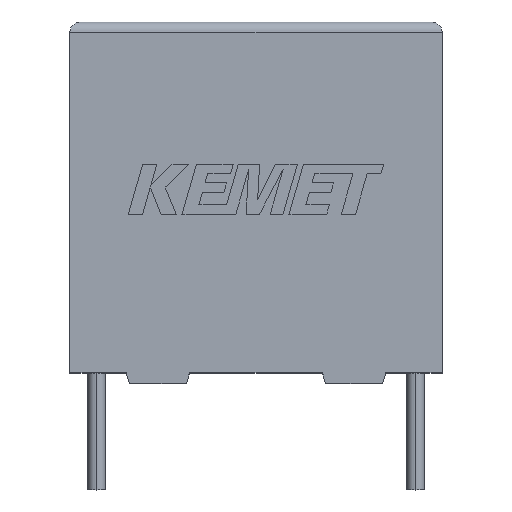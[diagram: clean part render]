
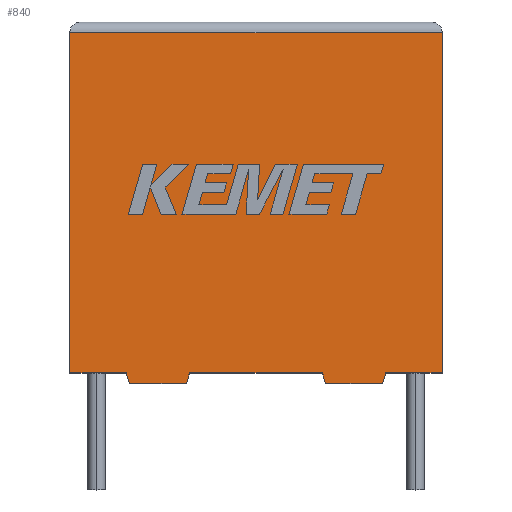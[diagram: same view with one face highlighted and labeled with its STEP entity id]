
A CAD part, top view. The second image highlights one B-rep face of the part: STEP entity #840.
In plain terms, the highlighted planar face has unit normal (0, 0, 1).
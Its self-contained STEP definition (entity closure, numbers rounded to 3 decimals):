
#48 = VECTOR ( 'NONE', #2998, 1000. ) ;
#79 = LINE ( 'NONE', #3094, #290 ) ;
#80 = VERTEX_POINT ( 'NONE', #2318 ) ;
#85 = CARTESIAN_POINT ( 'NONE',  ( 12.023, -0.5, 9. ) ) ;
#136 = CARTESIAN_POINT ( 'NONE',  ( 2.65, 0., 9. ) ) ;
#148 = EDGE_CURVE ( 'NONE', #762, #2554, #1438, .T. ) ;
#258 = ORIENTED_EDGE ( 'NONE', *, *, #1510, .T. ) ;
#261 = DIRECTION ( 'NONE',  ( 0., -1., 0. ) ) ;
#290 = VECTOR ( 'NONE', #3042, 1000. ) ;
#324 = CARTESIAN_POINT ( 'NONE',  ( 11.873, 0., 9. ) ) ;
#363 = EDGE_CURVE ( 'NONE', #2247, #2066, #507, .T. ) ;
#446 = VECTOR ( 'NONE', #1446, 1000. ) ;
#491 = LINE ( 'NONE', #512, #659 ) ;
#503 = LINE ( 'NONE', #85, #2599 ) ;
#507 = LINE ( 'NONE', #1983, #48 ) ;
#512 = CARTESIAN_POINT ( 'NONE',  ( 14.85, 0., 9. ) ) ;
#539 = CARTESIAN_POINT ( 'NONE',  ( 0., 0., 9. ) ) ;
#555 = VECTOR ( 'NONE', #1832, 1000. ) ;
#654 = CARTESIAN_POINT ( 'NONE',  ( 0., 0., 9. ) ) ;
#659 = VECTOR ( 'NONE', #1532, 1000. ) ;
#670 = VECTOR ( 'NONE', #2126, 1000. ) ;
#684 = EDGE_LOOP ( 'NONE', ( #1489, #2404, #2990, #1739, #2994, #800, #258, #2127, #1265, #2944, #1519, #1034 ) ) ;
#697 = EDGE_CURVE ( 'NONE', #2324, #3133, #1594, .T. ) ;
#725 = CARTESIAN_POINT ( 'NONE',  ( 2.8, -0.5, 9. ) ) ;
#762 = VERTEX_POINT ( 'NONE', #2866 ) ;
#767 = CARTESIAN_POINT ( 'NONE',  ( 14.7, -0.5, 9. ) ) ;
#800 = ORIENTED_EDGE ( 'NONE', *, *, #1543, .T. ) ;
#804 = CARTESIAN_POINT ( 'NONE',  ( 5.478, -0.5, 9. ) ) ;
#811 = VECTOR ( 'NONE', #1915, 1000. ) ;
#815 = CARTESIAN_POINT ( 'NONE',  ( 0., 16., 9. ) ) ;
#840 = ADVANCED_FACE ( 'NONE', ( #2187 ), #2712, .F. ) ;
#895 = EDGE_CURVE ( 'NONE', #2247, #2198, #491, .T. ) ;
#980 = DIRECTION ( 'NONE',  ( -1., 0., 0. ) ) ;
#1002 = VERTEX_POINT ( 'NONE', #1818 ) ;
#1034 = ORIENTED_EDGE ( 'NONE', *, *, #363, .T. ) ;
#1121 = VECTOR ( 'NONE', #261, 1000. ) ;
#1127 = AXIS2_PLACEMENT_3D ( 'NONE', #1179, #2169, #980 ) ;
#1137 = CARTESIAN_POINT ( 'NONE',  ( 17.5, 16., 9. ) ) ;
#1176 = EDGE_CURVE ( 'NONE', #2813, #2554, #503, .T. ) ;
#1179 = CARTESIAN_POINT ( 'NONE',  ( 0., 0., 9. ) ) ;
#1205 = VECTOR ( 'NONE', #1606, 1000. ) ;
#1265 = ORIENTED_EDGE ( 'NONE', *, *, #1176, .F. ) ;
#1374 = CARTESIAN_POINT ( 'NONE',  ( 17.5, 0., 9. ) ) ;
#1411 = CARTESIAN_POINT ( 'NONE',  ( 14.7, -0.5, 9. ) ) ;
#1414 = CARTESIAN_POINT ( 'NONE',  ( 17.5, 0., 9. ) ) ;
#1438 = LINE ( 'NONE', #654, #2024 ) ;
#1446 = DIRECTION ( 'NONE',  ( -1., 0., 0. ) ) ;
#1489 = ORIENTED_EDGE ( 'NONE', *, *, #2413, .T. ) ;
#1510 = EDGE_CURVE ( 'NONE', #1002, #762, #2835, .T. ) ;
#1517 = CARTESIAN_POINT ( 'NONE',  ( 12.023, -0.5, 9. ) ) ;
#1519 = ORIENTED_EDGE ( 'NONE', *, *, #895, .F. ) ;
#1532 = DIRECTION ( 'NONE',  ( -0.287, -0.958, 0. ) ) ;
#1543 = EDGE_CURVE ( 'NONE', #2761, #1002, #79, .T. ) ;
#1594 = LINE ( 'NONE', #3113, #670 ) ;
#1606 = DIRECTION ( 'NONE',  ( 0.287, -0.958, 0. ) ) ;
#1618 = DIRECTION ( 'NONE',  ( 1., 0., 0. ) ) ;
#1650 = LINE ( 'NONE', #2886, #1205 ) ;
#1676 = LINE ( 'NONE', #1414, #811 ) ;
#1739 = ORIENTED_EDGE ( 'NONE', *, *, #3241, .T. ) ;
#1759 = LINE ( 'NONE', #539, #1121 ) ;
#1818 = CARTESIAN_POINT ( 'NONE',  ( 5.478, -0.5, 9. ) ) ;
#1832 = DIRECTION ( 'NONE',  ( 0.287, 0.958, 0. ) ) ;
#1915 = DIRECTION ( 'NONE',  ( 0., 1., 0. ) ) ;
#1983 = CARTESIAN_POINT ( 'NONE',  ( 0., 0., 9. ) ) ;
#1986 = EDGE_CURVE ( 'NONE', #2238, #2761, #1650, .T. ) ;
#2024 = VECTOR ( 'NONE', #3202, 1000. ) ;
#2066 = VERTEX_POINT ( 'NONE', #1374 ) ;
#2126 = DIRECTION ( 'NONE',  ( -1., 0., 0. ) ) ;
#2127 = ORIENTED_EDGE ( 'NONE', *, *, #148, .T. ) ;
#2159 = LINE ( 'NONE', #2382, #2419 ) ;
#2169 = DIRECTION ( 'NONE',  ( 0., 0., -1. ) ) ;
#2187 = FACE_OUTER_BOUND ( 'NONE', #684, .T. ) ;
#2198 = VERTEX_POINT ( 'NONE', #767 ) ;
#2238 = VERTEX_POINT ( 'NONE', #136 ) ;
#2247 = VERTEX_POINT ( 'NONE', #2381 ) ;
#2318 = CARTESIAN_POINT ( 'NONE',  ( 0., 0., 9. ) ) ;
#2324 = VERTEX_POINT ( 'NONE', #1137 ) ;
#2381 = CARTESIAN_POINT ( 'NONE',  ( 14.85, 0., 9. ) ) ;
#2382 = CARTESIAN_POINT ( 'NONE',  ( 0., 0., 9. ) ) ;
#2404 = ORIENTED_EDGE ( 'NONE', *, *, #697, .T. ) ;
#2413 = EDGE_CURVE ( 'NONE', #2066, #2324, #1676, .T. ) ;
#2419 = VECTOR ( 'NONE', #1618, 1000. ) ;
#2526 = EDGE_CURVE ( 'NONE', #3133, #80, #1759, .T. ) ;
#2554 = VERTEX_POINT ( 'NONE', #324 ) ;
#2599 = VECTOR ( 'NONE', #2827, 1000. ) ;
#2712 = PLANE ( 'NONE',  #1127 ) ;
#2748 = EDGE_CURVE ( 'NONE', #2198, #2813, #2974, .T. ) ;
#2761 = VERTEX_POINT ( 'NONE', #725 ) ;
#2813 = VERTEX_POINT ( 'NONE', #1517 ) ;
#2827 = DIRECTION ( 'NONE',  ( -0.287, 0.958, 0. ) ) ;
#2835 = LINE ( 'NONE', #804, #555 ) ;
#2866 = CARTESIAN_POINT ( 'NONE',  ( 5.628, 0., 9. ) ) ;
#2886 = CARTESIAN_POINT ( 'NONE',  ( 2.65, 0., 9. ) ) ;
#2944 = ORIENTED_EDGE ( 'NONE', *, *, #2748, .F. ) ;
#2974 = LINE ( 'NONE', #1411, #446 ) ;
#2990 = ORIENTED_EDGE ( 'NONE', *, *, #2526, .T. ) ;
#2994 = ORIENTED_EDGE ( 'NONE', *, *, #1986, .T. ) ;
#2998 = DIRECTION ( 'NONE',  ( 1., 0., 0. ) ) ;
#3042 = DIRECTION ( 'NONE',  ( 1., 0., 0. ) ) ;
#3094 = CARTESIAN_POINT ( 'NONE',  ( 2.8, -0.5, 9. ) ) ;
#3113 = CARTESIAN_POINT ( 'NONE',  ( 0., 16., 9. ) ) ;
#3133 = VERTEX_POINT ( 'NONE', #815 ) ;
#3202 = DIRECTION ( 'NONE',  ( 1., 0., 0. ) ) ;
#3241 = EDGE_CURVE ( 'NONE', #80, #2238, #2159, .T. ) ;
